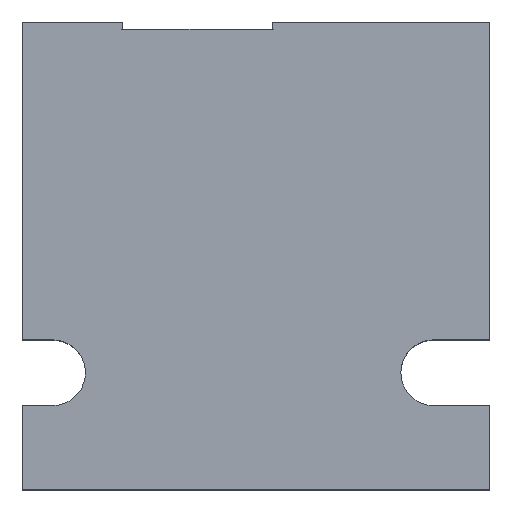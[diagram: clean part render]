
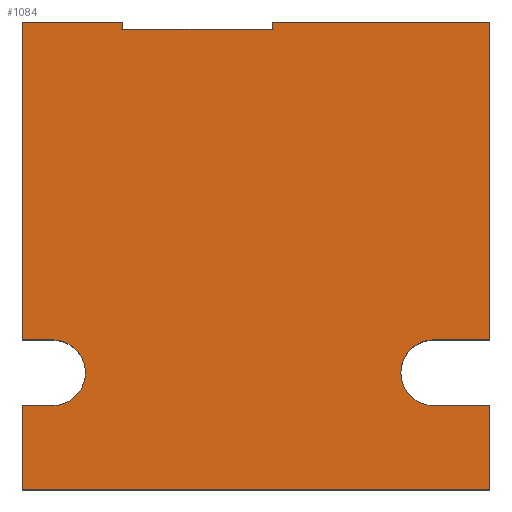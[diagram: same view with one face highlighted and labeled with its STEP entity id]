
A CAD part, top view. The second image highlights one B-rep face of the part: STEP entity #1084.
In plain terms, the highlighted planar face has unit normal (0, 0, 1).
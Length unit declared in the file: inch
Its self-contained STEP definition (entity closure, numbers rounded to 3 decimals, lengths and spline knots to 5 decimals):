
#547=CARTESIAN_POINT('',(0.07068,1.97,0.5));
#548=VERTEX_POINT('',#547);
#549=CARTESIAN_POINT('',(-0.57068,1.97,0.5));
#550=VERTEX_POINT('',#549);
#551=CARTESIAN_POINT('',(0.07068,1.97,0.5));
#552=DIRECTION('',(-1.0,0.0,0.0));
#553=VECTOR('',#552,0.64136);
#554=LINE('',#551,#553);
#555=EDGE_CURVE('',#548,#550,#554,.T.);
#911=CARTESIAN_POINT('',(-0.57068,2.0,0.5));
#912=VERTEX_POINT('',#911);
#913=CARTESIAN_POINT('',(-0.57068,1.97,0.5));
#914=DIRECTION('',(0.0,1.0,0.0));
#915=VECTOR('',#914,0.03);
#916=LINE('',#913,#915);
#917=EDGE_CURVE('',#550,#912,#916,.T.);
#943=CARTESIAN_POINT('',(0.07068,2.0,0.5));
#944=VERTEX_POINT('',#943);
#945=CARTESIAN_POINT('',(0.07068,2.0,0.5));
#946=DIRECTION('',(0.0,-1.0,0.0));
#947=VECTOR('',#946,0.03);
#948=LINE('',#945,#947);
#949=EDGE_CURVE('',#944,#548,#948,.T.);
#970=CARTESIAN_POINT('',(0.0,1.0,0.5));
#971=DIRECTION('',(0.0,0.0,1.0));
#972=DIRECTION('',(1.0,0.0,0.0));
#973=AXIS2_PLACEMENT_3D('',#970,#971,#972);
#974=PLANE('',#973);
#975=ORIENTED_EDGE('',*,*,#949,.T.);
#976=ORIENTED_EDGE('',*,*,#555,.T.);
#977=ORIENTED_EDGE('',*,*,#917,.T.);
#978=CARTESIAN_POINT('',(-1.0,2.0,0.5));
#979=VERTEX_POINT('',#978);
#980=CARTESIAN_POINT('',(-1.0,2.0,0.5));
#981=DIRECTION('',(1.0,0.0,0.0));
#982=VECTOR('',#981,0.42932);
#983=LINE('',#980,#982);
#984=EDGE_CURVE('',#979,#912,#983,.T.);
#985=ORIENTED_EDGE('',*,*,#984,.F.);
#986=CARTESIAN_POINT('',(-1.0,0.6405,0.5));
#987=VERTEX_POINT('',#986);
#988=CARTESIAN_POINT('',(-1.0,0.6405,0.5));
#989=DIRECTION('',(0.0,1.0,0.0));
#990=VECTOR('',#989,1.3595);
#991=LINE('',#988,#990);
#992=EDGE_CURVE('',#987,#979,#991,.T.);
#993=ORIENTED_EDGE('',*,*,#992,.F.);
#994=CARTESIAN_POINT('',(-0.87,0.6405,0.5));
#995=VERTEX_POINT('',#994);
#996=CARTESIAN_POINT('',(-1.0,0.6405,0.5));
#997=DIRECTION('',(1.0,0.0,0.0));
#998=VECTOR('',#997,0.13);
#999=LINE('',#996,#998);
#1000=EDGE_CURVE('',#987,#995,#999,.T.);
#1001=ORIENTED_EDGE('',*,*,#1000,.T.);
#1002=CARTESIAN_POINT('',(-0.87,0.3595,0.5));
#1003=VERTEX_POINT('',#1002);
#1004=CARTESIAN_POINT('',(-0.87,0.5,0.5));
#1005=DIRECTION('',(0.0,0.0,-1.0));
#1006=DIRECTION('',(0.0,1.0,0.0));
#1007=AXIS2_PLACEMENT_3D('',#1004,#1005,#1006);
#1008=CIRCLE('',#1007,0.1405);
#1009=EDGE_CURVE('',#995,#1003,#1008,.T.);
#1010=ORIENTED_EDGE('',*,*,#1009,.T.);
#1011=CARTESIAN_POINT('',(-1.0,0.3595,0.5));
#1012=VERTEX_POINT('',#1011);
#1013=CARTESIAN_POINT('',(-0.87,0.3595,0.5));
#1014=DIRECTION('',(-1.0,0.0,0.0));
#1015=VECTOR('',#1014,0.13);
#1016=LINE('',#1013,#1015);
#1017=EDGE_CURVE('',#1003,#1012,#1016,.T.);
#1018=ORIENTED_EDGE('',*,*,#1017,.T.);
#1019=CARTESIAN_POINT('',(-1.0,0.0,0.5));
#1020=VERTEX_POINT('',#1019);
#1021=CARTESIAN_POINT('',(-1.0,0.0,0.5));
#1022=DIRECTION('',(0.0,1.0,0.0));
#1023=VECTOR('',#1022,0.3595);
#1024=LINE('',#1021,#1023);
#1025=EDGE_CURVE('',#1020,#1012,#1024,.T.);
#1026=ORIENTED_EDGE('',*,*,#1025,.F.);
#1027=CARTESIAN_POINT('',(1.0,0.0,0.5));
#1028=VERTEX_POINT('',#1027);
#1029=CARTESIAN_POINT('',(1.0,0.0,0.5));
#1030=DIRECTION('',(-1.0,0.0,0.0));
#1031=VECTOR('',#1030,2.0);
#1032=LINE('',#1029,#1031);
#1033=EDGE_CURVE('',#1028,#1020,#1032,.T.);
#1034=ORIENTED_EDGE('',*,*,#1033,.F.);
#1035=CARTESIAN_POINT('',(1.0,0.3595,0.5));
#1036=VERTEX_POINT('',#1035);
#1037=CARTESIAN_POINT('',(1.0,0.3595,0.5));
#1038=DIRECTION('',(0.0,-1.0,0.0));
#1039=VECTOR('',#1038,0.3595);
#1040=LINE('',#1037,#1039);
#1041=EDGE_CURVE('',#1036,#1028,#1040,.T.);
#1042=ORIENTED_EDGE('',*,*,#1041,.F.);
#1043=CARTESIAN_POINT('',(0.76,0.3595,0.5));
#1044=VERTEX_POINT('',#1043);
#1045=CARTESIAN_POINT('',(1.0,0.3595,0.5));
#1046=DIRECTION('',(-1.0,0.0,0.0));
#1047=VECTOR('',#1046,0.24);
#1048=LINE('',#1045,#1047);
#1049=EDGE_CURVE('',#1036,#1044,#1048,.T.);
#1050=ORIENTED_EDGE('',*,*,#1049,.T.);
#1051=CARTESIAN_POINT('',(0.76,0.6405,0.5));
#1052=VERTEX_POINT('',#1051);
#1053=CARTESIAN_POINT('',(0.76,0.5,0.5));
#1054=DIRECTION('',(0.0,0.0,-1.0));
#1055=DIRECTION('',(0.0,1.0,0.0));
#1056=AXIS2_PLACEMENT_3D('',#1053,#1054,#1055);
#1057=CIRCLE('',#1056,0.1405);
#1058=EDGE_CURVE('',#1044,#1052,#1057,.T.);
#1059=ORIENTED_EDGE('',*,*,#1058,.T.);
#1060=CARTESIAN_POINT('',(1.0,0.6405,0.5));
#1061=VERTEX_POINT('',#1060);
#1062=CARTESIAN_POINT('',(0.76,0.6405,0.5));
#1063=DIRECTION('',(1.0,0.0,0.0));
#1064=VECTOR('',#1063,0.24);
#1065=LINE('',#1062,#1064);
#1066=EDGE_CURVE('',#1052,#1061,#1065,.T.);
#1067=ORIENTED_EDGE('',*,*,#1066,.T.);
#1068=CARTESIAN_POINT('',(1.0,2.0,0.5));
#1069=VERTEX_POINT('',#1068);
#1070=CARTESIAN_POINT('',(1.0,2.0,0.5));
#1071=DIRECTION('',(0.0,-1.0,0.0));
#1072=VECTOR('',#1071,1.3595);
#1073=LINE('',#1070,#1072);
#1074=EDGE_CURVE('',#1069,#1061,#1073,.T.);
#1075=ORIENTED_EDGE('',*,*,#1074,.F.);
#1076=CARTESIAN_POINT('',(0.07068,2.0,0.5));
#1077=DIRECTION('',(1.0,0.0,0.0));
#1078=VECTOR('',#1077,0.92932);
#1079=LINE('',#1076,#1078);
#1080=EDGE_CURVE('',#944,#1069,#1079,.T.);
#1081=ORIENTED_EDGE('',*,*,#1080,.F.);
#1082=EDGE_LOOP('',(#975,#976,#977,#985,#993,#1001,#1010,#1018,#1026,#1034,#1042,#1050,#1059,#1067,#1075,#1081));
#1083=FACE_OUTER_BOUND('',#1082,.T.);
#1084=ADVANCED_FACE('',(#1083),#974,.T.);
